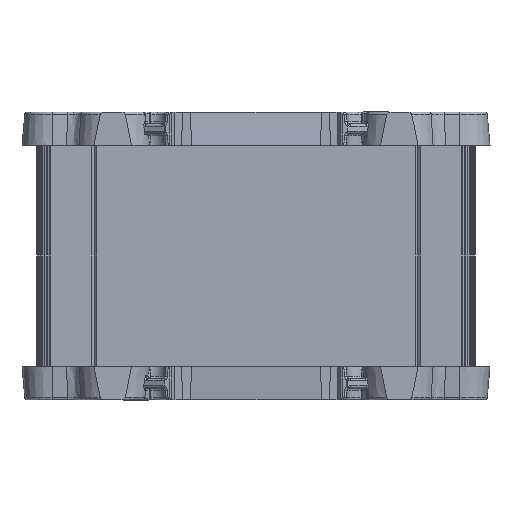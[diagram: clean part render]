
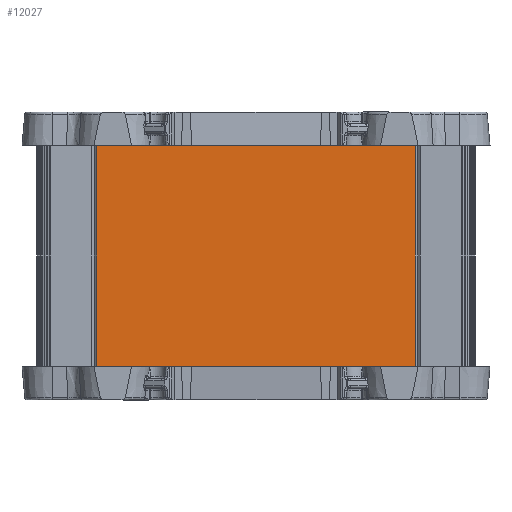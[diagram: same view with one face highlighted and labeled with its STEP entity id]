
A CAD part, front view. The second image highlights one B-rep face of the part: STEP entity #12027.
In plain terms, the highlighted planar face has unit normal (0, -1, 0).
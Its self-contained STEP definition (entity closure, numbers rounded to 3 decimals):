
#372 = EDGE_CURVE ( 'NONE', #7067, #3037, #20047, .T. ) ;
#1619 = VECTOR ( 'NONE', #16645, 1000. ) ;
#2121 = VECTOR ( 'NONE', #5199, 1000. ) ;
#2499 = EDGE_CURVE ( 'NONE', #8907, #7130, #8459, .T. ) ;
#3037 = VERTEX_POINT ( 'NONE', #20669 ) ;
#3894 = ORIENTED_EDGE ( 'NONE', *, *, #372, .T. ) ;
#4560 = EDGE_LOOP ( 'NONE', ( #9635, #11558, #19992, #3894 ) ) ;
#4594 = CARTESIAN_POINT ( 'NONE',  ( -176.811, 176.67, 0. ) ) ;
#4917 = DIRECTION ( 'NONE',  ( 0., 0., -1. ) ) ;
#5155 = CARTESIAN_POINT ( 'NONE',  ( -243.811, 176.67, 50.5 ) ) ;
#5199 = DIRECTION ( 'NONE',  ( 1., 0., 0. ) ) ;
#6330 = CARTESIAN_POINT ( 'NONE',  ( -176.811, 176.67, 50.5 ) ) ;
#7067 = VERTEX_POINT ( 'NONE', #15846 ) ;
#7130 = VERTEX_POINT ( 'NONE', #4594 ) ;
#7888 = PLANE ( 'NONE',  #17827 ) ;
#7958 = DIRECTION ( 'NONE',  ( -1., 0., 0. ) ) ;
#8459 = LINE ( 'NONE', #11362, #16668 ) ;
#8907 = VERTEX_POINT ( 'NONE', #14786 ) ;
#9458 = DIRECTION ( 'NONE',  ( 0., 0., -1. ) ) ;
#9635 = ORIENTED_EDGE ( 'NONE', *, *, #12570, .T. ) ;
#10660 = EDGE_CURVE ( 'NONE', #7067, #8907, #14175, .T. ) ;
#11362 = CARTESIAN_POINT ( 'NONE',  ( -176.811, 176.67, 50.5 ) ) ;
#11558 = ORIENTED_EDGE ( 'NONE', *, *, #2499, .F. ) ;
#11815 = CARTESIAN_POINT ( 'NONE',  ( -176.811, 176.67, 0. ) ) ;
#12027 = ADVANCED_FACE ( 'NONE', ( #16258 ), #7888, .F. ) ;
#12570 = EDGE_CURVE ( 'NONE', #3037, #7130, #19597, .T. ) ;
#14175 = LINE ( 'NONE', #5155, #1619 ) ;
#14786 = CARTESIAN_POINT ( 'NONE',  ( -176.811, 176.67, 50.5 ) ) ;
#15846 = CARTESIAN_POINT ( 'NONE',  ( -243.811, 176.67, 50.5 ) ) ;
#16258 = FACE_OUTER_BOUND ( 'NONE', #4560, .T. ) ;
#16645 = DIRECTION ( 'NONE',  ( 1., 0., 0. ) ) ;
#16668 = VECTOR ( 'NONE', #4917, 1000. ) ;
#17627 = CARTESIAN_POINT ( 'NONE',  ( -243.811, 176.67, 50.5 ) ) ;
#17806 = DIRECTION ( 'NONE',  ( 0., 1., 0. ) ) ;
#17827 = AXIS2_PLACEMENT_3D ( 'NONE', #6330, #17806, #7958 ) ;
#19597 = LINE ( 'NONE', #11815, #2121 ) ;
#19992 = ORIENTED_EDGE ( 'NONE', *, *, #10660, .F. ) ;
#20047 = LINE ( 'NONE', #17627, #20566 ) ;
#20566 = VECTOR ( 'NONE', #9458, 1000. ) ;
#20669 = CARTESIAN_POINT ( 'NONE',  ( -243.811, 176.67, 0. ) ) ;
